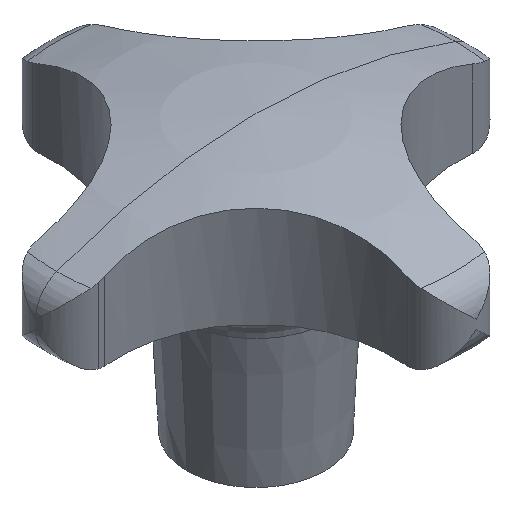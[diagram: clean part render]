
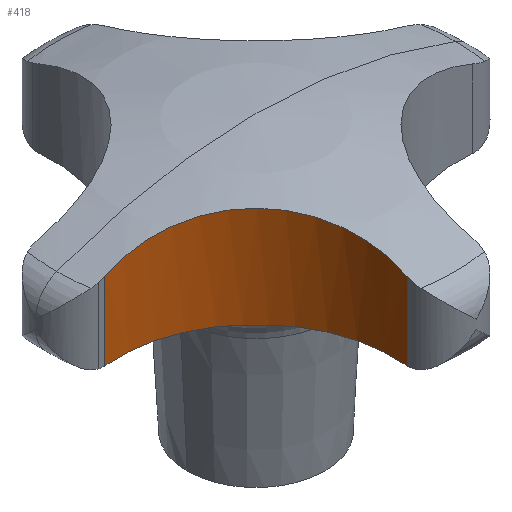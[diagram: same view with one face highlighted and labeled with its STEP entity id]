
A CAD part, isometric view. The second image highlights one B-rep face of the part: STEP entity #418.
In plain terms, the highlighted cylindrical face has radius 25 mm (diameter 50 mm), a partial arc.
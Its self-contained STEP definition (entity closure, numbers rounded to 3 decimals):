
#246=VERTEX_POINT('',#703);
#404=EDGE_CURVE('',#246,#480,#872,.T.);
#416=EDGE_CURVE('',#480,#496,#885,.T.);
#418=ADVANCED_FACE('',(#887),#888,.F.);
#480=VERTEX_POINT('',#956);
#488=VERTEX_POINT('',#965);
#492=EDGE_CURVE('',#496,#636,#969,.T.);
#496=VERTEX_POINT('',#974);
#498=EDGE_CURVE('',#622,#488,#976,.T.);
#566=EDGE_CURVE('',#246,#488,#1049,.T.);
#616=EDGE_CURVE('',#636,#622,#1105,.T.);
#622=VERTEX_POINT('',#1112);
#636=VERTEX_POINT('',#1127);
#703=CARTESIAN_POINT('',(-5.969,-33.388,30.0));
#872=CIRCLE('',#1628,25.);
#885=B_SPLINE_CURVE_WITH_KNOTS('',3,(#1652,#1653,#1654,#1655,#1656,#1657,#1658,#1659,#1660,#1661,#1662,#1663,#1664,#1665,#1666,#1667,#1668,#1669),.UNSPECIFIED.,.F.,.F.,(4,2,2,2,2,2,2,2,4),(-12.134,-10.113,-8.947,-7.967,-7.377,-6.852,-6.196,-5.191,-2.23),.UNSPECIFIED.);
#887=FACE_OUTER_BOUND('',#1671,.T.);
#888=CYLINDRICAL_SURFACE('',#1672,25.);
#956=CARTESIAN_POINT('',(-9.975,-17.064,30.0));
#965=CARTESIAN_POINT('',(-5.969,-33.388,44.072));
#969=CIRCLE('',#1825,25.);
#974=CARTESIAN_POINT('',(-17.064,-9.975,30.0));
#976=B_SPLINE_CURVE_WITH_KNOTS('',3,(#1833,#1834,#1835,#1836,#1837,#1838,#1839,#1840,#1841,#1842,#1843,#1844,#1845,#1846,#1847,#1848,#1849,#1850,#1851,#1852,#1853,#1854,#1855,#1856,#1857,#1858,#1859,#1860,#1861,#1862,#1863,#1864,#1865,#1866,#1867,#1868,#1869,#1870,#1871,#1872),.UNSPECIFIED.,.F.,.F.,(4,2,2,2,2,2,2,2,2,2,2,2,2,2,2,2,2,2,2,4),(33.959,36.334,38.71,41.085,43.461,45.836,48.212,50.587,52.963,55.28,57.597,59.914,62.231,64.548,66.865,69.182,71.499,73.934,76.368,77.615),.UNSPECIFIED.);
#1049=LINE('',#2036,#2037);
#1105=LINE('',#2145,#2146);
#1112=CARTESIAN_POINT('',(-33.388,-5.969,44.072));
#1127=CARTESIAN_POINT('',(-33.388,-5.969,30.0));
#1628=AXIS2_PLACEMENT_3D('',#2487,#2488,#2489);
#1652=CARTESIAN_POINT('',(-9.975,-17.064,30.0));
#1653=CARTESIAN_POINT('',(-10.352,-16.493,30.0));
#1654=CARTESIAN_POINT('',(-10.754,-15.936,29.978));
#1655=CARTESIAN_POINT('',(-11.425,-15.082,29.941));
#1656=CARTESIAN_POINT('',(-11.678,-14.775,29.927));
#1657=CARTESIAN_POINT('',(-12.157,-14.221,29.906));
#1658=CARTESIAN_POINT('',(-12.381,-13.973,29.898));
#1659=CARTESIAN_POINT('',(-12.748,-13.582,29.891));
#1660=CARTESIAN_POINT('',(-12.888,-13.436,29.889));
#1661=CARTESIAN_POINT('',(-13.156,-13.165,29.888));
#1662=CARTESIAN_POINT('',(-13.283,-13.038,29.888));
#1663=CARTESIAN_POINT('',(-13.572,-12.757,29.891));
#1664=CARTESIAN_POINT('',(-13.735,-12.603,29.893));
#1665=CARTESIAN_POINT('',(-14.153,-12.218,29.904));
#1666=CARTESIAN_POINT('',(-14.41,-11.991,29.913));
#1667=CARTESIAN_POINT('',(-15.443,-11.116,29.954));
#1668=CARTESIAN_POINT('',(-16.239,-10.52,30.0));
#1669=CARTESIAN_POINT('',(-17.064,-9.975,30.0));
#1671=EDGE_LOOP('',(#2503,#2504,#2505,#2506,#2507,#2508));
#1672=AXIS2_PLACEMENT_3D('',#2509,#2510,#2511);
#1825=AXIS2_PLACEMENT_3D('',#2616,#2617,#2618);
#1833=CARTESIAN_POINT('',(-33.388,-5.969,44.072));
#1834=CARTESIAN_POINT('',(-32.647,-5.893,44.34));
#1835=CARTESIAN_POINT('',(-31.885,-5.848,44.603));
#1836=CARTESIAN_POINT('',(-30.335,-5.831,45.113));
#1837=CARTESIAN_POINT('',(-29.547,-5.859,45.359));
#1838=CARTESIAN_POINT('',(-27.959,-5.992,45.828));
#1839=CARTESIAN_POINT('',(-27.159,-6.097,46.052));
#1840=CARTESIAN_POINT('',(-25.562,-6.388,46.47));
#1841=CARTESIAN_POINT('',(-24.765,-6.573,46.665));
#1842=CARTESIAN_POINT('',(-23.188,-7.023,47.024));
#1843=CARTESIAN_POINT('',(-22.408,-7.288,47.188));
#1844=CARTESIAN_POINT('',(-20.878,-7.893,47.481));
#1845=CARTESIAN_POINT('',(-20.128,-8.234,47.61));
#1846=CARTESIAN_POINT('',(-18.671,-8.984,47.833));
#1847=CARTESIAN_POINT('',(-17.964,-9.393,47.927));
#1848=CARTESIAN_POINT('',(-16.604,-10.27,48.079));
#1849=CARTESIAN_POINT('',(-15.952,-10.738,48.137));
#1850=CARTESIAN_POINT('',(-14.726,-11.707,48.217));
#1851=CARTESIAN_POINT('',(-14.133,-12.222,48.242));
#1852=CARTESIAN_POINT('',(-12.987,-13.318,48.258));
#1853=CARTESIAN_POINT('',(-12.434,-13.899,48.249));
#1854=CARTESIAN_POINT('',(-11.381,-15.12,48.196));
#1855=CARTESIAN_POINT('',(-10.881,-15.76,48.152));
#1856=CARTESIAN_POINT('',(-9.943,-17.088,48.029));
#1857=CARTESIAN_POINT('',(-9.507,-17.776,47.95));
#1858=CARTESIAN_POINT('',(-8.704,-19.188,47.759));
#1859=CARTESIAN_POINT('',(-8.338,-19.912,47.646));
#1860=CARTESIAN_POINT('',(-7.681,-21.384,47.388));
#1861=CARTESIAN_POINT('',(-7.39,-22.132,47.243));
#1862=CARTESIAN_POINT('',(-6.885,-23.636,46.926));
#1863=CARTESIAN_POINT('',(-6.671,-24.393,46.753));
#1864=CARTESIAN_POINT('',(-6.319,-25.898,46.384));
#1865=CARTESIAN_POINT('',(-6.181,-26.648,46.189));
#1866=CARTESIAN_POINT('',(-5.97,-28.161,45.77));
#1867=CARTESIAN_POINT('',(-5.897,-28.95,45.539));
#1868=CARTESIAN_POINT('',(-5.827,-30.544,45.046));
#1869=CARTESIAN_POINT('',(-5.831,-31.349,44.784));
#1870=CARTESIAN_POINT('',(-5.895,-32.565,44.366));
#1871=CARTESIAN_POINT('',(-5.927,-32.977,44.221));
#1872=CARTESIAN_POINT('',(-5.969,-33.388,44.072));
#2036=CARTESIAN_POINT('',(-5.969,-33.388,0.));
#2037=VECTOR('',#2692,1.0);
#2145=CARTESIAN_POINT('',(-33.388,-5.969,0.));
#2146=VECTOR('',#2765,1.0);
#2487=CARTESIAN_POINT('',(-30.838,-30.838,30.0));
#2488=DIRECTION('',(0.,0.,1.0));
#2489=DIRECTION('',(-0.102,0.995,0.));
#2503=ORIENTED_EDGE('',*,*,#498,.F.);
#2504=ORIENTED_EDGE('',*,*,#616,.F.);
#2505=ORIENTED_EDGE('',*,*,#492,.F.);
#2506=ORIENTED_EDGE('',*,*,#416,.F.);
#2507=ORIENTED_EDGE('',*,*,#404,.F.);
#2508=ORIENTED_EDGE('',*,*,#566,.T.);
#2509=CARTESIAN_POINT('',(-30.838,-30.838,0.));
#2510=DIRECTION('',(0.,0.,-1.0));
#2511=DIRECTION('',(-0.102,0.995,0.));
#2616=CARTESIAN_POINT('',(-30.838,-30.838,30.0));
#2617=DIRECTION('',(0.,0.,1.0));
#2618=DIRECTION('',(-0.102,0.995,0.));
#2692=DIRECTION('',(0.0,0.,1.0));
#2765=DIRECTION('',(0.0,0.,1.0));
